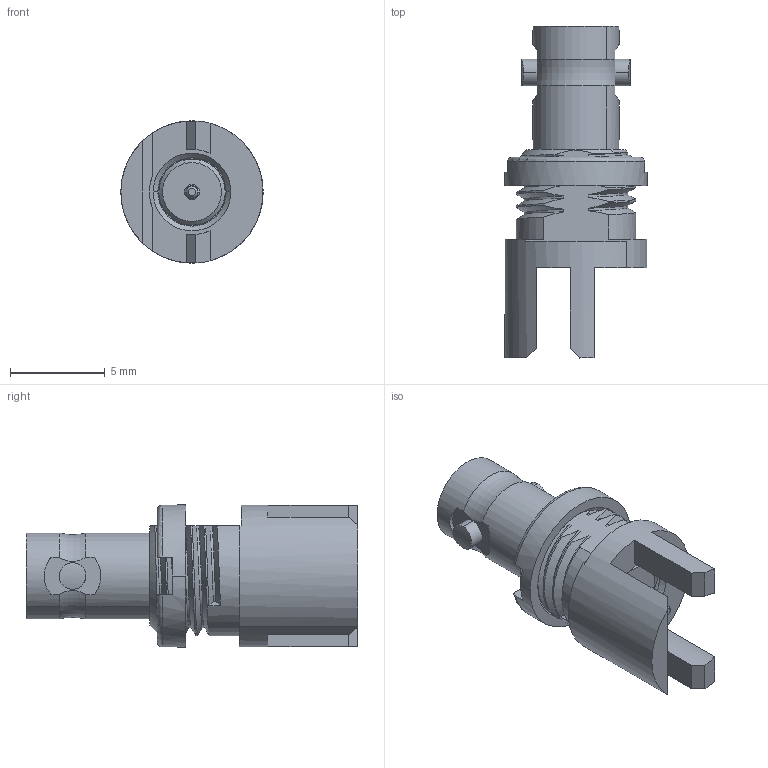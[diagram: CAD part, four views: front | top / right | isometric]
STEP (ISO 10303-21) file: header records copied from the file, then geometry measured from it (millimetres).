
FILE_DESCRIPTION((''),'2;1');
FILE_NAME('34-1018','2015-10-07T',('Clement Lazar'),(''),'PRO/ENGINEER BY PARAMETRIC TECHNOLOGY CORPORATION, 2014440','PRO/ENGINEER BY PARAMETRIC TECHNOLOGY CORPORATION, 2014440','');
FILE_SCHEMA(('CONFIG_CONTROL_DESIGN'));
Length unit declared in the file: millimetre
Products named in the file (1): 34-1018
Bounding box: 7.5 x 17.5 x 7.5 mm (x, y, z)
Surface area: 625.1 mm2 (no closed solid volume)
Topology: 0 solids, 7 shells, 129 faces, 371 edges, 250 vertices
Faces by surface type: cylinder 42, plane 36, bspline 24, cone 23, torus 4
Entity records: 10079 total; most frequent: CARTESIAN_POINT 6890, ORIENTED_EDGE 673, DIRECTION 582, EDGE_CURVE 369, VERTEX_POINT 250, AXIS2_PLACEMENT_3D 223, EDGE_LOOP 140, VECTOR 136
